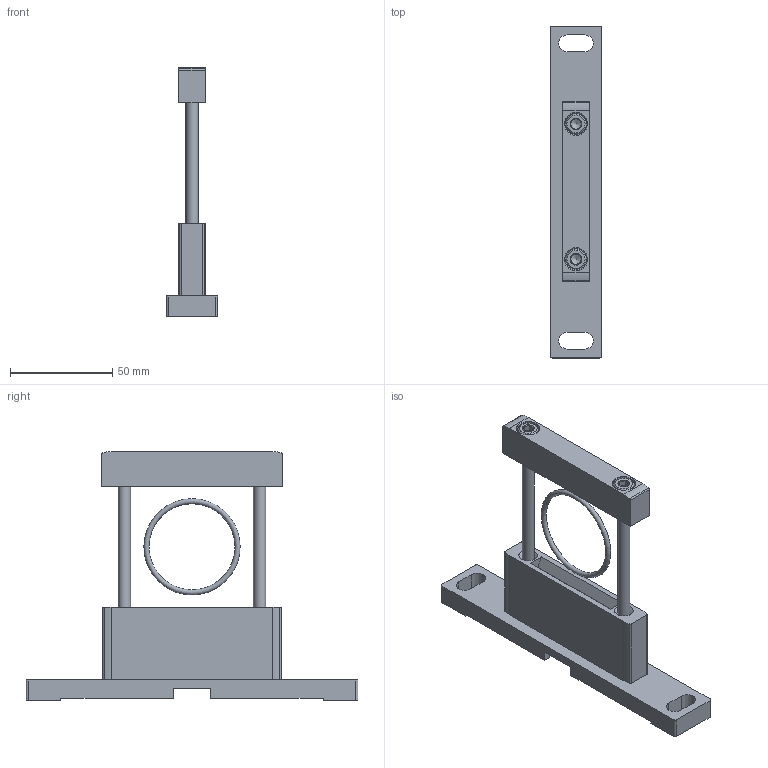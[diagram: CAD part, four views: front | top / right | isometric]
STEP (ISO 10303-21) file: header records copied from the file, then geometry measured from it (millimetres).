
FILE_DESCRIPTION(/* description */ ('STEP AP214'),/* implementation_level */ '2;1');
FILE_NAME(/* name */ '552947_MS9-WP',/* time_stamp */ '2024-09-11T17:23:34+02:00',/* author */ ('License CC BY-ND 4.0'),/* organization */ ('CADENAS'),/* preprocessor_version */ 'ST-DEVELOPER v19.3',/* originating_system */ 'PARTsolutions',/* authorisation */ ' ');
FILE_SCHEMA (('AUTOMOTIVE_DESIGN {1 0 10303 214 3 1 1}'));
Length unit declared in the file: millimetre
Products named in the file (5): 552947 MS9-WP; 708682 MS9-WP; DIN-912 - M6x80(F); 720037MS9-MV; 719595 B-42x2.5-N-NBR70
Assembly tree (5 placements, depth 2):
  552947 MS9-WP
    708682 MS9-WP
    DIN-912 - M6x80(F)  x2
    720037MS9-MV
    719595 B-42x2.5-N-NBR70
Bounding box: 25 x 162 x 121.5 mm (x, y, z)
Volume: 62211.2 mm3; surface area: 39075.5 mm2
Topology: 5 solids, 5 shells, 219 faces, 552 edges, 351 vertices
Faces by surface type: plane 126, cylinder 58, cone 30, torus 5
Full cylindrical faces by diameter (mm): 4.917 x2, 6 x2, 6.5 x2, 10 x2
Entity records: 5864 total; most frequent: CARTESIAN_POINT 1023, DIRECTION 998, ORIENTED_EDGE 940, EDGE_CURVE 470, AXIS2_PLACEMENT_3D 341, VERTEX_POINT 320, LINE 316, VECTOR 316
